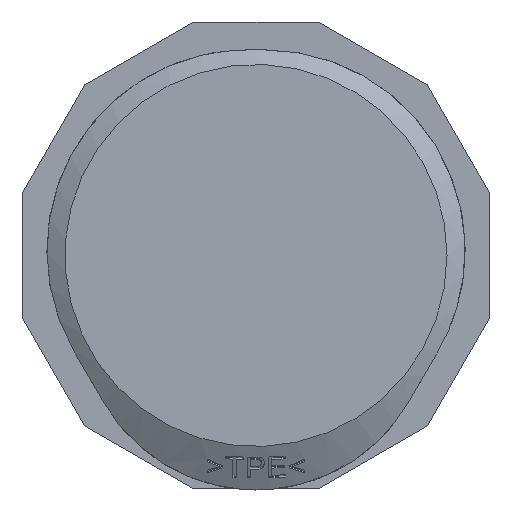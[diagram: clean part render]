
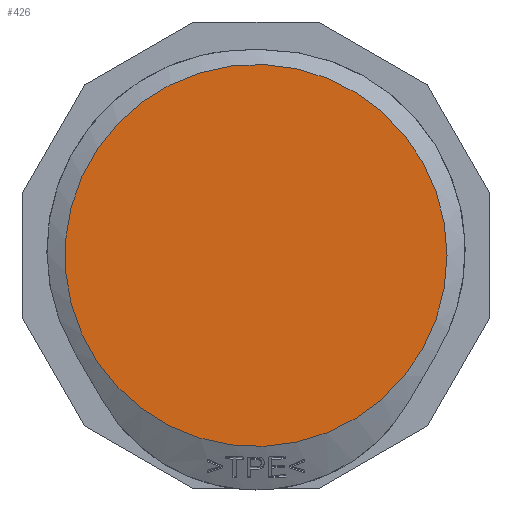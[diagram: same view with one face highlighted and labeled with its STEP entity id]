
A CAD part, front view. The second image highlights one B-rep face of the part: STEP entity #426.
In plain terms, the highlighted planar face has unit normal (0, -1, 0).
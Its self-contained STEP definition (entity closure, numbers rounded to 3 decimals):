
#229=CIRCLE('',#9735,19.75);
#426=ADVANCED_FACE('KES-E-R 40/16-A',(#1316),#925,.F.);
#925=PLANE('',#9737);
#1316=FACE_OUTER_BOUND('',#1820,.T.);
#1820=EDGE_LOOP('',(#4724));
#4724=ORIENTED_EDGE('',*,*,#8171,.F.);
#7185=VERTEX_POINT('',#16149);
#8171=EDGE_CURVE('GENERATED CIRCLE',#7185,#7185,#229,.T.);
#9735=AXIS2_PLACEMENT_3D('',#16148,#10417,#10418);
#9737=AXIS2_PLACEMENT_3D('',#16167,#10421,#10422);
#10417=DIRECTION('',(0.,1.,0.));
#10418=DIRECTION('',(1.,0.,0.));
#10421=DIRECTION('',(0.,1.,0.));
#10422=DIRECTION('',(0.,0.,-1.));
#16148=CARTESIAN_POINT('',(0.,0.,0.));
#16149=CARTESIAN_POINT('',(19.75,0.,0.));
#16167=CARTESIAN_POINT('',(0.,0.,0.));
